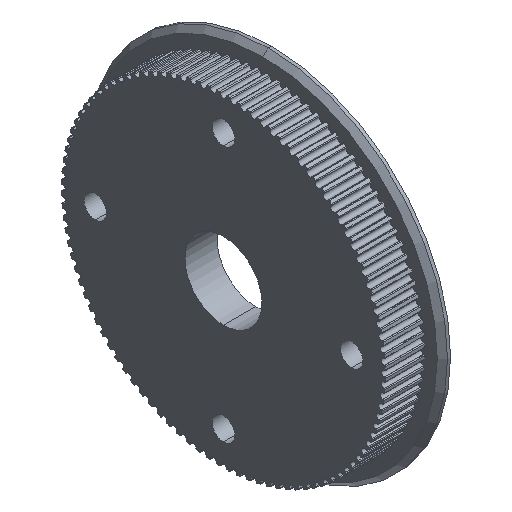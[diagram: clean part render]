
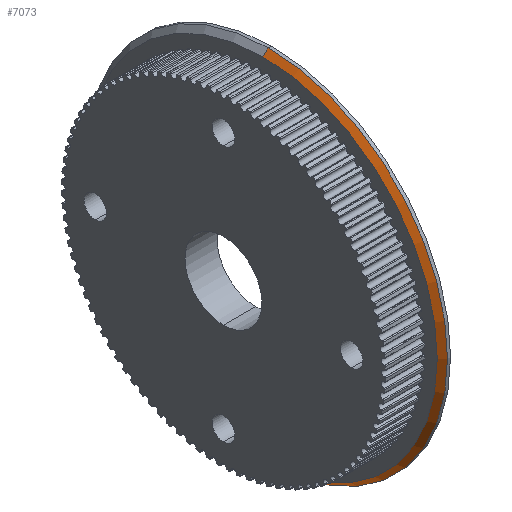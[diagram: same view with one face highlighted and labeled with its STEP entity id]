
A CAD part, isometric view. The second image highlights one B-rep face of the part: STEP entity #7073.
In plain terms, the highlighted conical face has half-angle 45 degrees and reference radius 35 mm.
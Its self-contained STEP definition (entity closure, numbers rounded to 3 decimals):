
#36 = ORIENTED_EDGE ( 'NONE', *, *, #15289, .F. ) ;
#307 = LINE ( 'NONE', #10439, #14911 ) ;
#921 = CARTESIAN_POINT ( 'NONE',  ( 8.7, 0., -35. ) ) ;
#1106 = CARTESIAN_POINT ( 'NONE',  ( 7.7, 0., 0. ) ) ;
#1593 = EDGE_CURVE ( 'NONE', #9211, #14212, #307, .T. ) ;
#1690 = ORIENTED_EDGE ( 'NONE', *, *, #3263, .F. ) ;
#1701 = LINE ( 'NONE', #7480, #7674 ) ;
#2787 = CIRCLE ( 'NONE', #15749, 34. ) ;
#3263 = EDGE_CURVE ( 'NONE', #17634, #14212, #10256, .T. ) ;
#4219 = ORIENTED_EDGE ( 'NONE', *, *, #1593, .T. ) ;
#4642 = DIRECTION ( 'NONE',  ( 0., 0., -1. ) ) ;
#5173 = CARTESIAN_POINT ( 'NONE',  ( 8.7, 0., 0. ) ) ;
#5350 = DIRECTION ( 'NONE',  ( 0., 0., -1. ) ) ;
#5938 = CARTESIAN_POINT ( 'NONE',  ( 7.7, 0., 34. ) ) ;
#6052 = AXIS2_PLACEMENT_3D ( 'NONE', #5173, #14038, #5350 ) ;
#6886 = DIRECTION ( 'NONE',  ( -1., 0., 0. ) ) ;
#7073 = ADVANCED_FACE ( 'NONE', ( #18173 ), #14787, .T. ) ;
#7480 = CARTESIAN_POINT ( 'NONE',  ( 8.7, 0., 35. ) ) ;
#7674 = VECTOR ( 'NONE', #11824, 1000. ) ;
#9211 = VERTEX_POINT ( 'NONE', #17319 ) ;
#10256 = CIRCLE ( 'NONE', #11150, 35. ) ;
#10439 = CARTESIAN_POINT ( 'NONE',  ( 8.7, 0., -35. ) ) ;
#11150 = AXIS2_PLACEMENT_3D ( 'NONE', #17838, #11831, #4642 ) ;
#11824 = DIRECTION ( 'NONE',  ( 0.707, 0., 0.707 ) ) ;
#11831 = DIRECTION ( 'NONE',  ( 1., 0., 0. ) ) ;
#13351 = DIRECTION ( 'NONE',  ( 0.707, 0., -0.707 ) ) ;
#14038 = DIRECTION ( 'NONE',  ( 1., 0., 0. ) ) ;
#14212 = VERTEX_POINT ( 'NONE', #921 ) ;
#14328 = EDGE_CURVE ( 'NONE', #9211, #14411, #2787, .T. ) ;
#14411 = VERTEX_POINT ( 'NONE', #5938 ) ;
#14787 = CONICAL_SURFACE ( 'NONE', #6052, 35., 0.785 ) ;
#14911 = VECTOR ( 'NONE', #13351, 1000. ) ;
#15289 = EDGE_CURVE ( 'NONE', #14411, #17634, #1701, .T. ) ;
#15749 = AXIS2_PLACEMENT_3D ( 'NONE', #1106, #6886, #18370 ) ;
#15781 = EDGE_LOOP ( 'NONE', ( #36, #18237, #4219, #1690 ) ) ;
#17319 = CARTESIAN_POINT ( 'NONE',  ( 7.7, 0., -34. ) ) ;
#17634 = VERTEX_POINT ( 'NONE', #17969 ) ;
#17838 = CARTESIAN_POINT ( 'NONE',  ( 8.7, 0., 0. ) ) ;
#17969 = CARTESIAN_POINT ( 'NONE',  ( 8.7, 0., 35. ) ) ;
#18173 = FACE_OUTER_BOUND ( 'NONE', #15781, .T. ) ;
#18237 = ORIENTED_EDGE ( 'NONE', *, *, #14328, .F. ) ;
#18370 = DIRECTION ( 'NONE',  ( 0., 0., -1. ) ) ;
